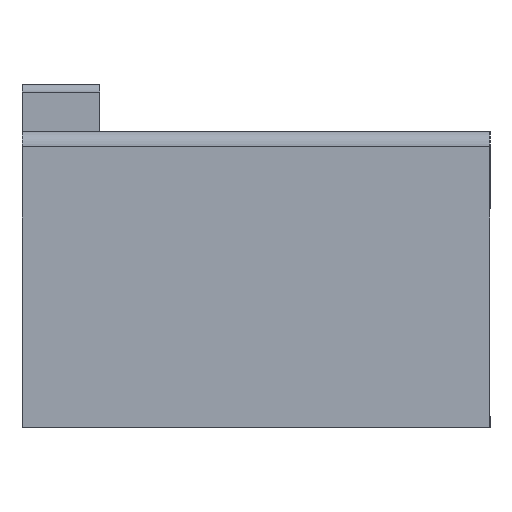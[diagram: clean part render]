
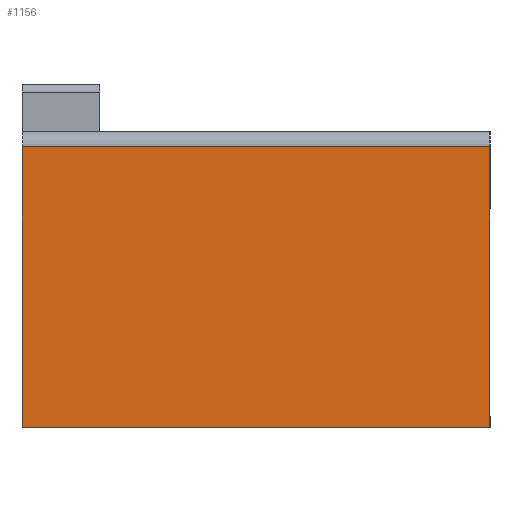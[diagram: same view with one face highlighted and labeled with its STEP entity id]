
A CAD part, left-side view. The second image highlights one B-rep face of the part: STEP entity #1156.
In plain terms, the highlighted planar face has unit normal (-1, 0, 0).
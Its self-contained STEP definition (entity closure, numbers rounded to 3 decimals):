
#102=FACE_OUTER_BOUND('',#160,.T.);
#160=EDGE_LOOP('',(#1021,#1022,#1023,#1024));
#183=LINE('',#1607,#325);
#222=LINE('',#1702,#364);
#263=LINE('',#1801,#405);
#303=LINE('',#1888,#445);
#325=VECTOR('',#1285,10.);
#364=VECTOR('',#1346,10.);
#405=VECTOR('',#1449,10.);
#445=VECTOR('',#1549,10.);
#468=VERTEX_POINT('',#1604);
#469=VERTEX_POINT('',#1606);
#513=VERTEX_POINT('',#1699);
#514=VERTEX_POINT('',#1701);
#579=EDGE_CURVE('',#468,#469,#183,.T.);
#626=EDGE_CURVE('',#513,#514,#222,.T.);
#677=EDGE_CURVE('',#514,#468,#263,.T.);
#721=EDGE_CURVE('',#513,#469,#303,.T.);
#1021=ORIENTED_EDGE('',*,*,#721,.T.);
#1022=ORIENTED_EDGE('',*,*,#579,.F.);
#1023=ORIENTED_EDGE('',*,*,#677,.F.);
#1024=ORIENTED_EDGE('',*,*,#626,.F.);
#1098=PLANE('',#1252);
#1156=ADVANCED_FACE('',(#102),#1098,.T.);
#1252=AXIS2_PLACEMENT_3D('',#1887,#1547,#1548);
#1285=DIRECTION('',(0.,0.,-1.));
#1346=DIRECTION('',(0.,0.,1.));
#1449=DIRECTION('',(0.,-1.,0.));
#1547=DIRECTION('center_axis',(-1.,0.,0.));
#1548=DIRECTION('ref_axis',(0.,0.,1.));
#1549=DIRECTION('',(0.,-1.,0.));
#1604=CARTESIAN_POINT('',(-68.,0.,17.));
#1606=CARTESIAN_POINT('',(-68.,0.,-1.));
#1607=CARTESIAN_POINT('',(-68.,0.,18.));
#1699=CARTESIAN_POINT('',(-68.,30.,-1.));
#1701=CARTESIAN_POINT('',(-68.,30.,17.));
#1702=CARTESIAN_POINT('',(-68.,30.,-1.));
#1801=CARTESIAN_POINT('',(-68.,28.,17.));
#1887=CARTESIAN_POINT('Origin',(-68.,26.,-4.));
#1888=CARTESIAN_POINT('',(-68.,26.,-1.));
